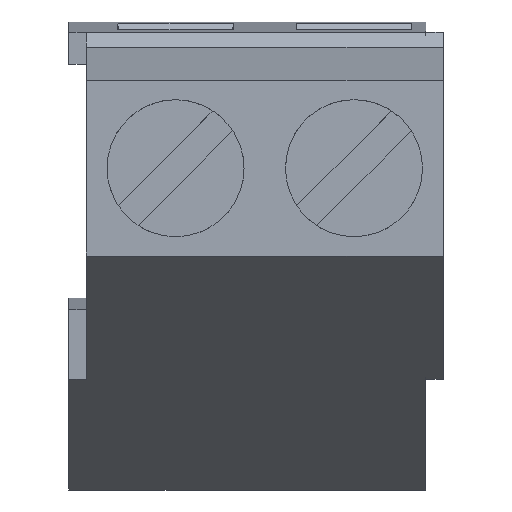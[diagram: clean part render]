
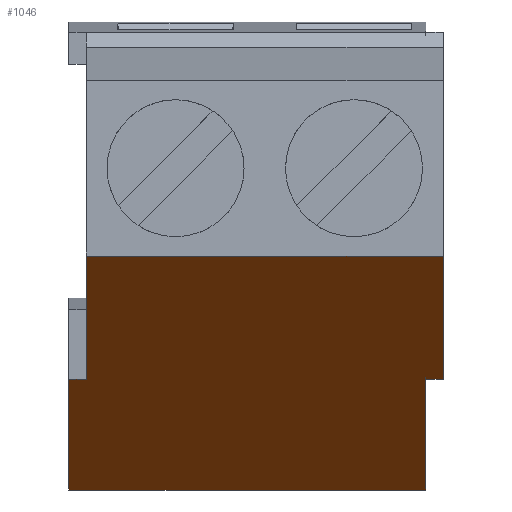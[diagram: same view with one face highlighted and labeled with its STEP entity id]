
A CAD part, top view. The second image highlights one B-rep face of the part: STEP entity #1046.
In plain terms, the highlighted planar face has unit normal (0, -0.842, 0.54).
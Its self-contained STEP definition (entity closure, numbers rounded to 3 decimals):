
#112=DIRECTION('',(0.,-0.54,-0.842));
#113=VECTOR('',#112,6.466);
#114=CARTESIAN_POINT('',(-5.08,-2.5,0.));
#115=LINE('',#114,#113);
#116=DIRECTION('',(-1.,0.,0.));
#117=VECTOR('',#116,0.5);
#118=CARTESIAN_POINT('',(-5.08,-5.992,-5.443));
#119=LINE('',#118,#117);
#120=DIRECTION('',(0.,0.54,0.842));
#121=VECTOR('',#120,5.834);
#122=CARTESIAN_POINT('',(4.58,-9.142,-10.352));
#123=LINE('',#122,#121);
#124=DIRECTION('',(1.,0.,0.));
#125=VECTOR('',#124,10.16);
#126=CARTESIAN_POINT('',(-5.08,-2.5,0.));
#127=LINE('',#126,#125);
#128=DIRECTION('',(-1.,0.,0.));
#129=VECTOR('',#128,0.5);
#130=CARTESIAN_POINT('',(5.08,-5.992,-5.443));
#131=LINE('',#130,#129);
#168=DIRECTION('',(0.,-0.54,-0.842));
#169=VECTOR('',#168,6.466);
#170=CARTESIAN_POINT('',(5.08,-2.5,0.));
#171=LINE('',#170,#169);
#556=DIRECTION('',(1.,0.,0.));
#557=VECTOR('',#556,10.16);
#558=CARTESIAN_POINT('',(-5.58,-9.142,-10.352));
#559=LINE('',#558,#557);
#688=DIRECTION('',(0.,0.54,0.842));
#689=VECTOR('',#688,5.834);
#690=CARTESIAN_POINT('',(-5.58,-9.142,-10.352));
#691=LINE('',#690,#689);
#768=CARTESIAN_POINT('',(-5.08,-2.5,0.));
#769=VERTEX_POINT('',#768);
#778=CARTESIAN_POINT('',(5.08,-2.5,0.));
#779=VERTEX_POINT('',#778);
#828=CARTESIAN_POINT('',(-5.58,-9.142,-10.352));
#829=CARTESIAN_POINT('',(-5.58,-5.992,-5.443));
#830=VERTEX_POINT('',#828);
#831=VERTEX_POINT('',#829);
#836=CARTESIAN_POINT('',(-5.08,-5.992,-5.443));
#838=VERTEX_POINT('',#836);
#860=CARTESIAN_POINT('',(5.08,-5.992,-5.443));
#861=VERTEX_POINT('',#860);
#862=CARTESIAN_POINT('',(4.58,-9.142,-10.352));
#863=CARTESIAN_POINT('',(4.58,-5.992,-5.443));
#864=VERTEX_POINT('',#862);
#865=VERTEX_POINT('',#863);
#1025=CARTESIAN_POINT('',(-5.08,-2.5,0.));
#1026=DIRECTION('',(0.,-0.842,0.54));
#1027=DIRECTION('',(0.,-0.54,-0.842));
#1028=AXIS2_PLACEMENT_3D('',#1025,#1026,#1027);
#1029=PLANE('',#1028);
#1031=ORIENTED_EDGE('',*,*,#1030,.F.);
#1033=ORIENTED_EDGE('',*,*,#1032,.F.);
#1035=ORIENTED_EDGE('',*,*,#1034,.T.);
#1036=ORIENTED_EDGE('',*,*,#1016,.F.);
#1037=ORIENTED_EDGE('',*,*,#1005,.F.);
#1039=ORIENTED_EDGE('',*,*,#1038,.T.);
#1041=ORIENTED_EDGE('',*,*,#1040,.T.);
#1043=ORIENTED_EDGE('',*,*,#1042,.T.);
#1044=EDGE_LOOP('',(#1031,#1033,#1035,#1036,#1037,#1039,#1041,#1043));
#1045=FACE_OUTER_BOUND('',#1044,.F.);
#1046=ADVANCED_FACE('',(#1045),#1029,.T.);
#1005=EDGE_CURVE('',#769,#838,#115,.T.);
#1016=EDGE_CURVE('',#838,#831,#119,.T.);
#1030=EDGE_CURVE('',#864,#865,#123,.T.);
#1032=EDGE_CURVE('',#830,#864,#559,.T.);
#1034=EDGE_CURVE('',#830,#831,#691,.T.);
#1038=EDGE_CURVE('',#769,#779,#127,.T.);
#1040=EDGE_CURVE('',#779,#861,#171,.T.);
#1042=EDGE_CURVE('',#861,#865,#131,.T.);
